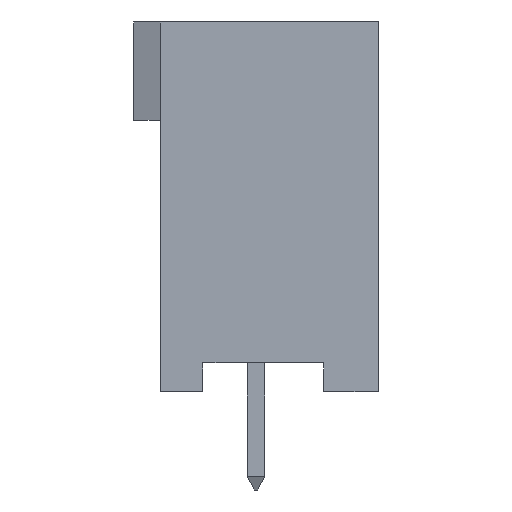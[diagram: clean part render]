
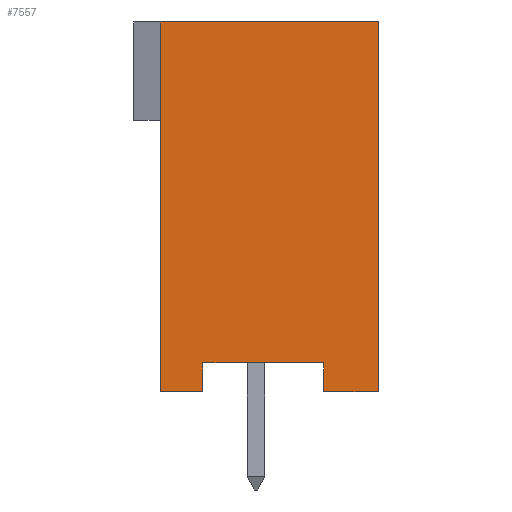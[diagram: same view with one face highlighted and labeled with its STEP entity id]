
A CAD part, left-side view. The second image highlights one B-rep face of the part: STEP entity #7557.
In plain terms, the highlighted planar face has unit normal (-1, 0, 0).
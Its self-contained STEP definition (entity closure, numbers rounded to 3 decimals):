
#6141=CARTESIAN_POINT('',(-16.915,2.825,10.9));
#6142=VERTEX_POINT('',#6141);
#6143=CARTESIAN_POINT('',(-16.915,-3.605,10.9));
#6144=VERTEX_POINT('',#6143);
#6145=CARTESIAN_POINT('',(-16.915,2.825,10.9));
#6146=DIRECTION('',(0.0,-1.0,0.0));
#6147=VECTOR('',#6146,6.43);
#6148=LINE('',#6145,#6147);
#6149=EDGE_CURVE('',#6142,#6144,#6148,.T.);
#6567=CARTESIAN_POINT('',(-16.915,2.825,0.));
#6568=VERTEX_POINT('',#6567);
#6575=CARTESIAN_POINT('',(-16.915,2.825,10.9));
#6576=DIRECTION('',(0.0,0.0,-1.0));
#6577=VECTOR('',#6576,10.9);
#6578=LINE('',#6575,#6577);
#6579=EDGE_CURVE('',#6142,#6568,#6578,.T.);
#6910=CARTESIAN_POINT('',(-16.915,-1.995,0.85));
#6911=VERTEX_POINT('',#6910);
#6918=CARTESIAN_POINT('',(-16.915,1.565,0.85));
#6919=VERTEX_POINT('',#6918);
#6920=CARTESIAN_POINT('',(-16.915,1.565,0.85));
#6921=DIRECTION('',(0.0,-1.0,0.0));
#6922=VECTOR('',#6921,3.56);
#6923=LINE('',#6920,#6922);
#6924=EDGE_CURVE('',#6919,#6911,#6923,.T.);
#7475=CARTESIAN_POINT('',(-16.915,-1.995,0.));
#7476=VERTEX_POINT('',#7475);
#7483=CARTESIAN_POINT('',(-16.915,-1.995,0.));
#7484=DIRECTION('',(0.0,0.0,1.0));
#7485=VECTOR('',#7484,0.85);
#7486=LINE('',#7483,#7485);
#7487=EDGE_CURVE('',#7476,#6911,#7486,.T.);
#7518=CARTESIAN_POINT('',(-16.915,3.146,11.445));
#7519=DIRECTION('',(-1.0,0.0,0.0));
#7520=DIRECTION('',(0.0,-1.0,0.0));
#7521=AXIS2_PLACEMENT_3D('',#7518,#7519,#7520);
#7522=PLANE('',#7521);
#7523=CARTESIAN_POINT('',(-16.915,1.565,0.));
#7524=VERTEX_POINT('',#7523);
#7525=CARTESIAN_POINT('',(-16.915,2.825,0.));
#7526=DIRECTION('',(0.0,-1.0,0.0));
#7527=VECTOR('',#7526,1.26);
#7528=LINE('',#7525,#7527);
#7529=EDGE_CURVE('',#6568,#7524,#7528,.T.);
#7530=ORIENTED_EDGE('',*,*,#7529,.T.);
#7531=CARTESIAN_POINT('',(-16.915,1.565,0.));
#7532=DIRECTION('',(0.0,0.0,1.0));
#7533=VECTOR('',#7532,0.85);
#7534=LINE('',#7531,#7533);
#7535=EDGE_CURVE('',#7524,#6919,#7534,.T.);
#7536=ORIENTED_EDGE('',*,*,#7535,.T.);
#7537=ORIENTED_EDGE('',*,*,#6924,.T.);
#7538=ORIENTED_EDGE('',*,*,#7487,.F.);
#7539=CARTESIAN_POINT('',(-16.915,-3.605,0.));
#7540=VERTEX_POINT('',#7539);
#7541=CARTESIAN_POINT('',(-16.915,-1.995,0.));
#7542=DIRECTION('',(0.0,-1.0,0.0));
#7543=VECTOR('',#7542,1.61);
#7544=LINE('',#7541,#7543);
#7545=EDGE_CURVE('',#7476,#7540,#7544,.T.);
#7546=ORIENTED_EDGE('',*,*,#7545,.T.);
#7547=CARTESIAN_POINT('',(-16.915,-3.605,10.9));
#7548=DIRECTION('',(0.0,0.0,-1.0));
#7549=VECTOR('',#7548,10.9);
#7550=LINE('',#7547,#7549);
#7551=EDGE_CURVE('',#6144,#7540,#7550,.T.);
#7552=ORIENTED_EDGE('',*,*,#7551,.F.);
#7553=ORIENTED_EDGE('',*,*,#6149,.F.);
#7554=ORIENTED_EDGE('',*,*,#6579,.T.);
#7555=EDGE_LOOP('',(#7530,#7536,#7537,#7538,#7546,#7552,#7553,#7554));
#7556=FACE_OUTER_BOUND('',#7555,.T.);
#7557=ADVANCED_FACE('',(#7556),#7522,.T.);
